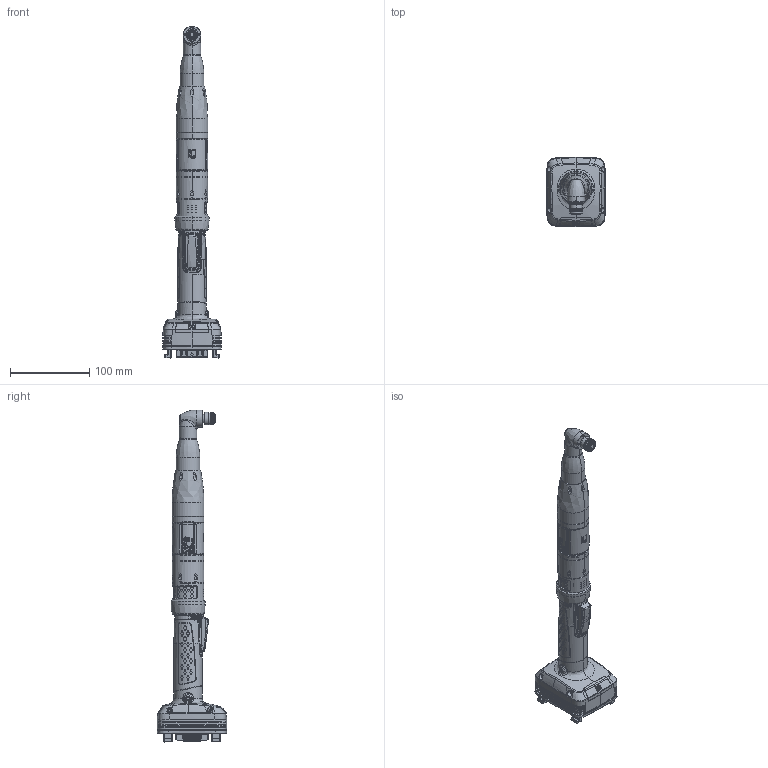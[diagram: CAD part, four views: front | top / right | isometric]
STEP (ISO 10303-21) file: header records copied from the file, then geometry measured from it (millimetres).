
FILE_DESCRIPTION((''),'2;1');
FILE_NAME('8436003011_DIM_ASM','2021-03-16T10:31:40',('INEEXTrab'),(''),'CREO PARAMETRIC BY PTC INC, 2020281','CREO PARAMETRIC BY PTC INC, 2020281','');
FILE_SCHEMA(('CONFIG_CONTROL_DESIGN'));
Length unit declared in the file: inch
Products named in the file (9): PRT0023; MSBR-3_1_2; MSBR-2_1_2; MSBR-1_1_2; PRT0025; ASM0005_ASM; 4211618500; 4211618501; 8436003011_DIM_ASM
Assembly tree (8 placements, depth 3):
  8436003011_DIM_ASM
    PRT0023
    ASM0005_ASM
      MSBR-3_1_2
      MSBR-2_1_2
      MSBR-1_1_2
      PRT0025
    4211618500
    4211618501
Bounding box: 74.26 x 88.48 x 419.66 mm (x, y, z)
Volume: 606983.8 mm3; surface area: 85689.3 mm2
Topology: 6 solids, 22 shells, 5012 faces, 13423 edges, 8732 vertices
Faces by surface type: plane 2024, cylinder 1072, bspline 1008, extrusion 600, torus 144, cone 127, sphere 30, revolution 7
Entity records: 298997 total; most frequent: CARTESIAN_POINT 186865, ORIENTED_EDGE 26802, DIRECTION 17079, EDGE_CURVE 13414, VERTEX_POINT 8732, B_SPLINE_CURVE_WITH_KNOTS 6537, VECTOR 5940, AXIS2_PLACEMENT_3D 5566
